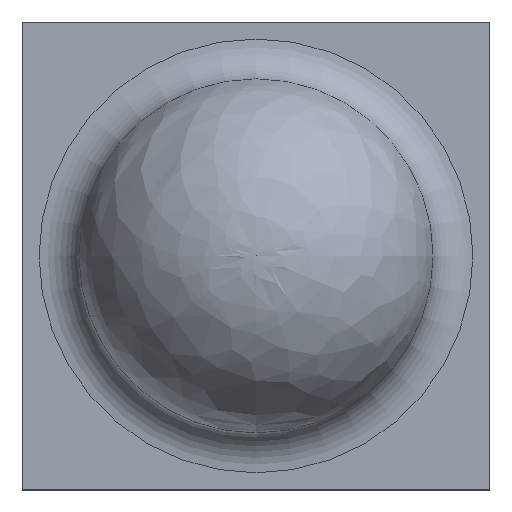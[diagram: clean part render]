
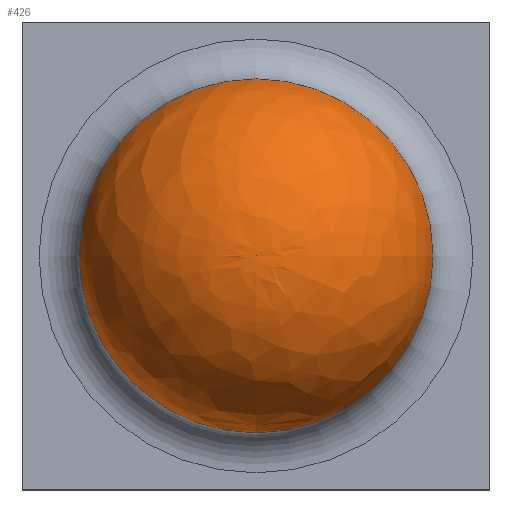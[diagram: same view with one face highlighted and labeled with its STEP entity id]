
A CAD part, top view. The second image highlights one B-rep face of the part: STEP entity #426.
In plain terms, the highlighted free-form (B-spline) face has degree [3, 3] with [4, 7] control points.
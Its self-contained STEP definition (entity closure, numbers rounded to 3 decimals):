
#426 = ADVANCED_FACE( '', ( #835, #836 ), #837, .T. );
#835 = FACE_OUTER_BOUND( '', #1298, .T. );
#836 = FACE_BOUND( '', #1299, .T. );
#837 = ( BOUNDED_SURFACE(  )B_SPLINE_SURFACE( 3, 3, ( ( #1302, #1303, #1304, #1305, #1306, #1307, #1308 ), ( #1309, #1310, #1311, #1312, #1313, #1314, #1315 ), ( #1316, #1317, #1318, #1319, #1320, #1321, #1322 ), ( #1323, #1324, #1325, #1326, #1327, #1328, #1329 ) ), .UNSPECIFIED., .F., .T., .F. )B_SPLINE_SURFACE_WITH_KNOTS( ( 4, 4 ), ( 4, 3, 4 ), ( 0., 6.283 ), ( 0.195, 0.894, 1.594 ), .UNSPECIFIED. )GEOMETRIC_REPRESENTATION_ITEM(  )RATIONAL_B_SPLINE_SURFACE( ( ( 1., 0.333, 0.333, 1., 0.333, 0.333, 1. ), ( 0.844, 0.281, 0.281, 0.844, 0.281, 0.281, 0.844 ), ( 0.844, 0.281, 0.281, 0.844, 0.281, 0.281, 0.844 ), ( 1., 0.333, 0.333, 1., 0.333, 0.333, 1. ) ) )REPRESENTATION_ITEM( '' )SURFACE(  ) );
#1298 = EDGE_LOOP( '', ( #2045 ) );
#1299 = VERTEX_LOOP( '', #2046 );
#1302 = CARTESIAN_POINT( '', ( 0., 0., 1.91 ) );
#1303 = CARTESIAN_POINT( '', ( 0., 0., 1.91 ) );
#1304 = CARTESIAN_POINT( '', ( 0., 0., 1.91 ) );
#1305 = CARTESIAN_POINT( '', ( 0., 0., 1.91 ) );
#1306 = CARTESIAN_POINT( '', ( 0., 0., 1.91 ) );
#1307 = CARTESIAN_POINT( '', ( 0., 0., 1.91 ) );
#1308 = CARTESIAN_POINT( '', ( 0., 0., 1.91 ) );
#1309 = CARTESIAN_POINT( '', ( 0.661, 0., 1.925 ) );
#1310 = CARTESIAN_POINT( '', ( 0.661, 1.322, 1.925 ) );
#1311 = CARTESIAN_POINT( '', ( -0.661, 1.322, 1.925 ) );
#1312 = CARTESIAN_POINT( '', ( -0.661, 0., 1.925 ) );
#1313 = CARTESIAN_POINT( '', ( -0.661, -1.322, 1.925 ) );
#1314 = CARTESIAN_POINT( '', ( 0.661, -1.322, 1.925 ) );
#1315 = CARTESIAN_POINT( '', ( 0.661, 0., 1.925 ) );
#1316 = CARTESIAN_POINT( '', ( 1.177, 0., 1.511 ) );
#1317 = CARTESIAN_POINT( '', ( 1.177, 2.354, 1.511 ) );
#1318 = CARTESIAN_POINT( '', ( -1.177, 2.354, 1.511 ) );
#1319 = CARTESIAN_POINT( '', ( -1.177, 0., 1.511 ) );
#1320 = CARTESIAN_POINT( '', ( -1.177, -2.354, 1.511 ) );
#1321 = CARTESIAN_POINT( '', ( 1.177, -2.354, 1.511 ) );
#1322 = CARTESIAN_POINT( '', ( 1.177, 0., 1.511 ) );
#1323 = CARTESIAN_POINT( '', ( 1.305, 0., 0.862 ) );
#1324 = CARTESIAN_POINT( '', ( 1.305, 2.61, 0.862 ) );
#1325 = CARTESIAN_POINT( '', ( -1.305, 2.61, 0.862 ) );
#1326 = CARTESIAN_POINT( '', ( -1.305, 0., 0.862 ) );
#1327 = CARTESIAN_POINT( '', ( -1.305, -2.61, 0.862 ) );
#1328 = CARTESIAN_POINT( '', ( 1.305, -2.61, 0.862 ) );
#1329 = CARTESIAN_POINT( '', ( 1.305, 0., 0.862 ) );
#2045 = ORIENTED_EDGE( '', *, *, #3080, .T. );
#2046 = VERTEX_POINT( '', #3098 );
#3080 = EDGE_CURVE( '', #3708, #3708, #3709, .F. );
#3098 = CARTESIAN_POINT( '', ( 0., 0., 1.91 ) );
#3708 = VERTEX_POINT( '', #4582 );
#3709 = CIRCLE( '', #4583, 1.305 );
#4582 = CARTESIAN_POINT( '', ( -1.305, 0., 0.862 ) );
#4583 = AXIS2_PLACEMENT_3D( '', #5269, #5270, #5271 );
#5269 = CARTESIAN_POINT( '', ( 0., 0., 0.862 ) );
#5270 = DIRECTION( '', ( 0., 0., -1. ) );
#5271 = DIRECTION( '', ( -1., 0., 0. ) );
